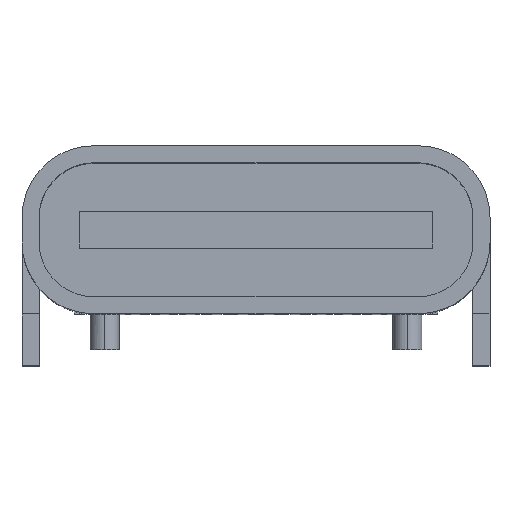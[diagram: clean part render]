
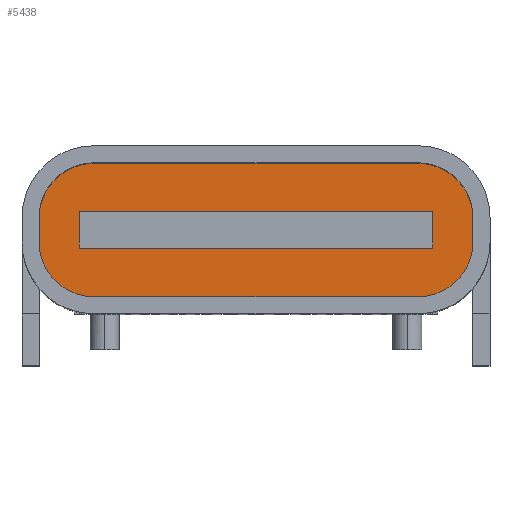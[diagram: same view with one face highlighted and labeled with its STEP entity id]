
A CAD part, top view. The second image highlights one B-rep face of the part: STEP entity #5438.
In plain terms, the highlighted planar face has unit normal (0, 0, 1).
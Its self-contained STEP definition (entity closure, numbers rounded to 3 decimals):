
#1 = CARTESIAN_POINT ( 'NONE',  ( -3.098, 0.325, -3.705 ) ) ;
#33 = DIRECTION ( 'NONE',  ( 0., 0., -1. ) ) ;
#34 = VERTEX_POINT ( 'NONE', #950 ) ;
#50 = VERTEX_POINT ( 'NONE', #4004 ) ;
#56 = DIRECTION ( 'NONE',  ( 0., 1., 0. ) ) ;
#173 = DIRECTION ( 'NONE',  ( 1., 0., 0. ) ) ;
#226 = DIRECTION ( 'NONE',  ( -1., 0., 0. ) ) ;
#235 = VERTEX_POINT ( 'NONE', #2532 ) ;
#316 = CARTESIAN_POINT ( 'NONE',  ( 3.375, 1.955, -3.705 ) ) ;
#333 = DIRECTION ( 'NONE',  ( 0., 0., -1. ) ) ;
#414 = DIRECTION ( 'NONE',  ( -1., 0., 0. ) ) ;
#513 = CARTESIAN_POINT ( 'NONE',  ( -4.145, 0., -3.705 ) ) ;
#590 = VECTOR ( 'NONE', #4208, 1000. ) ;
#593 = CARTESIAN_POINT ( 'NONE',  ( 3.375, 1.838, -3.705 ) ) ;
#683 = PLANE ( 'NONE',  #4642 ) ;
#762 = LINE ( 'NONE', #1760, #1771 ) ;
#791 = EDGE_CURVE ( 'NONE', #2964, #2260, #4488, .T. ) ;
#926 = DIRECTION ( 'NONE',  ( 0., 0., -1. ) ) ;
#950 = CARTESIAN_POINT ( 'NONE',  ( -3.375, 1.955, -3.705 ) ) ;
#999 = EDGE_CURVE ( 'NONE', #34, #5468, #3726, .T. ) ;
#1087 = EDGE_CURVE ( 'NONE', #1643, #2058, #2501, .T. ) ;
#1125 = VECTOR ( 'NONE', #5405, 1000. ) ;
#1136 = EDGE_LOOP ( 'NONE', ( #2853, #1969, #1877, #2562, #5134, #2557, #4798, #3681 ) ) ;
#1182 = CARTESIAN_POINT ( 'NONE',  ( -3.098, 1.838, -3.705 ) ) ;
#1262 = AXIS2_PLACEMENT_3D ( 'NONE', #1385, #926, #4441 ) ;
#1329 = VECTOR ( 'NONE', #3515, 1000. ) ;
#1385 = CARTESIAN_POINT ( 'NONE',  ( -3.098, 1.838, -3.705 ) ) ;
#1399 = LINE ( 'NONE', #4449, #5416 ) ;
#1441 = EDGE_CURVE ( 'NONE', #2058, #50, #2958, .T. ) ;
#1506 = EDGE_CURVE ( 'NONE', #4920, #1643, #1399, .T. ) ;
#1573 = ORIENTED_EDGE ( 'NONE', *, *, #1834, .T. ) ;
#1643 = VERTEX_POINT ( 'NONE', #1832 ) ;
#1760 = CARTESIAN_POINT ( 'NONE',  ( 0., 0.325, -3.705 ) ) ;
#1771 = VECTOR ( 'NONE', #3959, 1000. ) ;
#1801 = EDGE_CURVE ( 'NONE', #2820, #2612, #1949, .T. ) ;
#1832 = CARTESIAN_POINT ( 'NONE',  ( 3.098, 2.885, -3.705 ) ) ;
#1834 = EDGE_CURVE ( 'NONE', #2964, #34, #2893, .T. ) ;
#1877 = ORIENTED_EDGE ( 'NONE', *, *, #4042, .F. ) ;
#1920 = CARTESIAN_POINT ( 'NONE',  ( -3.098, 1.372, -3.705 ) ) ;
#1949 = LINE ( 'NONE', #513, #1329 ) ;
#1957 = DIRECTION ( 'NONE',  ( 0., 0., -1. ) ) ;
#1969 = ORIENTED_EDGE ( 'NONE', *, *, #5049, .F. ) ;
#2009 = LINE ( 'NONE', #593, #1125 ) ;
#2058 = VERTEX_POINT ( 'NONE', #4985 ) ;
#2185 = CIRCLE ( 'NONE', #2219, 1.047 ) ;
#2219 = AXIS2_PLACEMENT_3D ( 'NONE', #4344, #33, #414 ) ;
#2260 = VERTEX_POINT ( 'NONE', #3164 ) ;
#2263 = AXIS2_PLACEMENT_3D ( 'NONE', #4574, #1957, #5006 ) ;
#2267 = DIRECTION ( 'NONE',  ( 1., 0., 0. ) ) ;
#2277 = EDGE_CURVE ( 'NONE', #2612, #4920, #3257, .T. ) ;
#2467 = EDGE_LOOP ( 'NONE', ( #3021, #1573, #4580, #2996 ) ) ;
#2501 = CIRCLE ( 'NONE', #2263, 1.047 ) ;
#2532 = CARTESIAN_POINT ( 'NONE',  ( 3.098, 0.325, -3.705 ) ) ;
#2557 = ORIENTED_EDGE ( 'NONE', *, *, #1506, .F. ) ;
#2562 = ORIENTED_EDGE ( 'NONE', *, *, #1441, .F. ) ;
#2612 = VERTEX_POINT ( 'NONE', #4949 ) ;
#2820 = VERTEX_POINT ( 'NONE', #4204 ) ;
#2853 = ORIENTED_EDGE ( 'NONE', *, *, #5305, .F. ) ;
#2893 = LINE ( 'NONE', #3979, #4672 ) ;
#2926 = CIRCLE ( 'NONE', #3800, 1.047 ) ;
#2958 = LINE ( 'NONE', #4783, #3310 ) ;
#2964 = VERTEX_POINT ( 'NONE', #3992 ) ;
#2996 = ORIENTED_EDGE ( 'NONE', *, *, #3183, .F. ) ;
#3021 = ORIENTED_EDGE ( 'NONE', *, *, #791, .F. ) ;
#3164 = CARTESIAN_POINT ( 'NONE',  ( 3.375, 1.255, -3.705 ) ) ;
#3183 = EDGE_CURVE ( 'NONE', #2260, #5468, #2009, .T. ) ;
#3257 = CIRCLE ( 'NONE', #1262, 1.047 ) ;
#3310 = VECTOR ( 'NONE', #3881, 1000. ) ;
#3320 = VECTOR ( 'NONE', #173, 1000. ) ;
#3379 = DIRECTION ( 'NONE',  ( -1., 0., 0. ) ) ;
#3515 = DIRECTION ( 'NONE',  ( 0., 1., 0. ) ) ;
#3681 = ORIENTED_EDGE ( 'NONE', *, *, #1801, .F. ) ;
#3726 = LINE ( 'NONE', #5055, #590 ) ;
#3800 = AXIS2_PLACEMENT_3D ( 'NONE', #1920, #4976, #226 ) ;
#3881 = DIRECTION ( 'NONE',  ( 0., -1., 0. ) ) ;
#3959 = DIRECTION ( 'NONE',  ( -1., 0., 0. ) ) ;
#3979 = CARTESIAN_POINT ( 'NONE',  ( -3.375, 1.838, -3.705 ) ) ;
#3992 = CARTESIAN_POINT ( 'NONE',  ( -3.375, 1.255, -3.705 ) ) ;
#4004 = CARTESIAN_POINT ( 'NONE',  ( 4.145, 1.372, -3.705 ) ) ;
#4033 = FACE_BOUND ( 'NONE', #2467, .T. ) ;
#4041 = VERTEX_POINT ( 'NONE', #1 ) ;
#4042 = EDGE_CURVE ( 'NONE', #50, #235, #2185, .T. ) ;
#4204 = CARTESIAN_POINT ( 'NONE',  ( -4.145, 1.372, -3.705 ) ) ;
#4208 = DIRECTION ( 'NONE',  ( 1., 0., 0. ) ) ;
#4344 = CARTESIAN_POINT ( 'NONE',  ( 3.098, 1.372, -3.705 ) ) ;
#4441 = DIRECTION ( 'NONE',  ( -1., 0., 0. ) ) ;
#4449 = CARTESIAN_POINT ( 'NONE',  ( 0., 2.885, -3.705 ) ) ;
#4488 = LINE ( 'NONE', #5449, #3320 ) ;
#4508 = FACE_OUTER_BOUND ( 'NONE', #1136, .T. ) ;
#4574 = CARTESIAN_POINT ( 'NONE',  ( 3.098, 1.838, -3.705 ) ) ;
#4580 = ORIENTED_EDGE ( 'NONE', *, *, #999, .T. ) ;
#4642 = AXIS2_PLACEMENT_3D ( 'NONE', #1182, #333, #3379 ) ;
#4672 = VECTOR ( 'NONE', #56, 1000. ) ;
#4783 = CARTESIAN_POINT ( 'NONE',  ( 4.145, 0., -3.705 ) ) ;
#4798 = ORIENTED_EDGE ( 'NONE', *, *, #2277, .F. ) ;
#4920 = VERTEX_POINT ( 'NONE', #5499 ) ;
#4949 = CARTESIAN_POINT ( 'NONE',  ( -4.145, 1.838, -3.705 ) ) ;
#4976 = DIRECTION ( 'NONE',  ( 0., 0., -1. ) ) ;
#4985 = CARTESIAN_POINT ( 'NONE',  ( 4.145, 1.838, -3.705 ) ) ;
#5006 = DIRECTION ( 'NONE',  ( -1., 0., 0. ) ) ;
#5049 = EDGE_CURVE ( 'NONE', #235, #4041, #762, .T. ) ;
#5055 = CARTESIAN_POINT ( 'NONE',  ( -3.098, 1.955, -3.705 ) ) ;
#5134 = ORIENTED_EDGE ( 'NONE', *, *, #1087, .F. ) ;
#5305 = EDGE_CURVE ( 'NONE', #4041, #2820, #2926, .T. ) ;
#5405 = DIRECTION ( 'NONE',  ( 0., 1., 0. ) ) ;
#5416 = VECTOR ( 'NONE', #2267, 1000. ) ;
#5438 = ADVANCED_FACE ( 'NONE', ( #4033, #4508 ), #683, .F. ) ;
#5449 = CARTESIAN_POINT ( 'NONE',  ( -3.098, 1.255, -3.705 ) ) ;
#5468 = VERTEX_POINT ( 'NONE', #316 ) ;
#5499 = CARTESIAN_POINT ( 'NONE',  ( -3.098, 2.885, -3.705 ) ) ;
